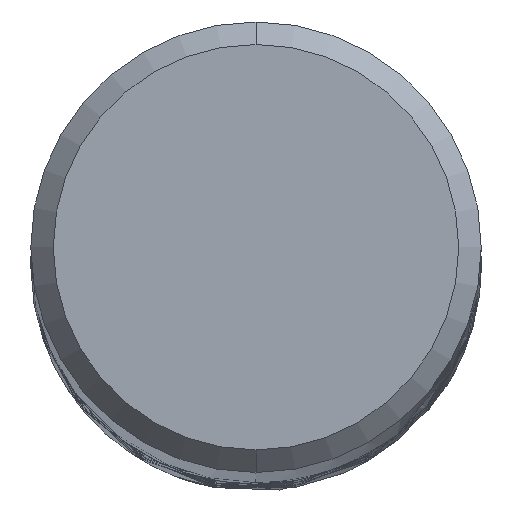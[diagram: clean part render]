
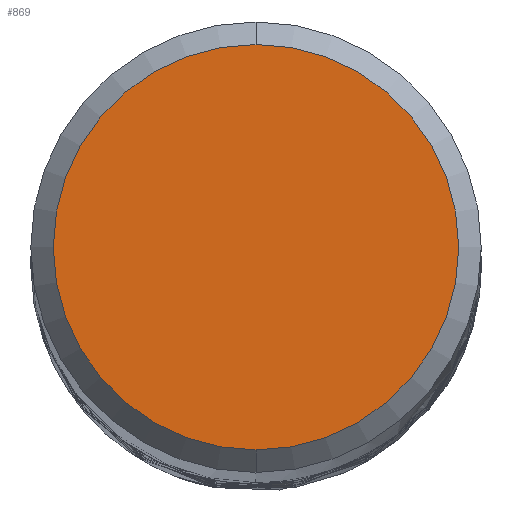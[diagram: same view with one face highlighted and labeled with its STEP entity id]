
A CAD part, top view. The second image highlights one B-rep face of the part: STEP entity #869.
In plain terms, the highlighted planar face has unit normal (0, 0, 1).
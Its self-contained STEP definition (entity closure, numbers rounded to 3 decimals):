
#533=VERTEX_POINT('',#1180);
#625=EDGE_CURVE('',#533,#707,#1281,.T.);
#673=EDGE_CURVE('',#707,#533,#1332,.T.);
#707=VERTEX_POINT('',#1369);
#869=ADVANCED_FACE('',(#1545),#1546,.T.);
#1180=CARTESIAN_POINT('',(0.,-0.9,0.0));
#1281=CIRCLE('',#5082,0.9);
#1332=CIRCLE('',#5362,0.9);
#1369=CARTESIAN_POINT('',(0.0,0.9,0.0));
#1545=FACE_OUTER_BOUND('',#7188,.T.);
#1546=PLANE('',#7189);
#5082=AXIS2_PLACEMENT_3D('',#8459,#8460,#8461);
#5362=AXIS2_PLACEMENT_3D('',#8497,#8498,#8499);
#7188=EDGE_LOOP('',(#8696,#8697));
#7189=AXIS2_PLACEMENT_3D('',#8698,#8699,#8700);
#8459=CARTESIAN_POINT('',(0.0,0.0,0.0));
#8460=DIRECTION('',(0.0,0.0,-1.0));
#8461=DIRECTION('',(0.0,1.0,0.0));
#8497=CARTESIAN_POINT('',(0.0,0.0,0.0));
#8498=DIRECTION('',(0.0,0.0,-1.0));
#8499=DIRECTION('',(0.0,1.0,0.0));
#8696=ORIENTED_EDGE('',*,*,#673,.F.);
#8697=ORIENTED_EDGE('',*,*,#625,.F.);
#8698=CARTESIAN_POINT('',(0.0,0.45,0.0));
#8699=DIRECTION('',(-0.0,0.0,1.0));
#8700=DIRECTION('',(0.0,-1.0,0.0));
